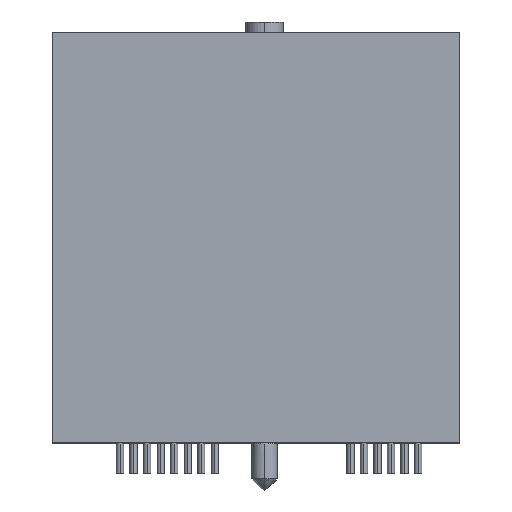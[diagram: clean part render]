
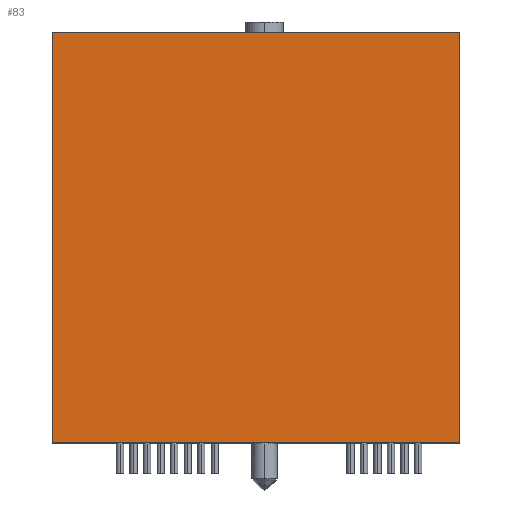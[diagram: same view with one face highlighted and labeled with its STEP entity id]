
A CAD part, top view. The second image highlights one B-rep face of the part: STEP entity #83.
In plain terms, the highlighted planar face has unit normal (0, 0, 1).
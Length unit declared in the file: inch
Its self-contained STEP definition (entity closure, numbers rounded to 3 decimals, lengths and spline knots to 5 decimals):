
#5 = CARTESIAN_POINT ( 'NONE',  ( 2.255, 0., 0.585 ) ) ;
#11 = DIRECTION ( 'NONE',  ( 1., 0., 0. ) ) ;
#48 = CARTESIAN_POINT ( 'NONE',  ( 0., 2.27, 0.585 ) ) ;
#61 = PLANE ( 'NONE',  #289 ) ;
#77 = VERTEX_POINT ( 'NONE', #5 ) ;
#83 = ADVANCED_FACE ( 'NONE', ( #963 ), #61, .F. ) ;
#214 = CARTESIAN_POINT ( 'NONE',  ( 2.255, 2.27, 0.585 ) ) ;
#222 = DIRECTION ( 'NONE',  ( -1., 0., 0. ) ) ;
#289 = AXIS2_PLACEMENT_3D ( 'NONE', #960, #1487, #1239 ) ;
#425 = LINE ( 'NONE', #1441, #788 ) ;
#474 = EDGE_CURVE ( 'NONE', #1626, #1211, #629, .T. ) ;
#480 = CARTESIAN_POINT ( 'NONE',  ( 0., 0., 0.585 ) ) ;
#510 = EDGE_LOOP ( 'NONE', ( #735, #1233, #572, #1768 ) ) ;
#548 = EDGE_CURVE ( 'NONE', #1124, #1626, #1053, .T. ) ;
#556 = CARTESIAN_POINT ( 'NONE',  ( 0., 0., 0.585 ) ) ;
#572 = ORIENTED_EDGE ( 'NONE', *, *, #810, .T. ) ;
#629 = LINE ( 'NONE', #556, #1527 ) ;
#663 = DIRECTION ( 'NONE',  ( 0., 1., 0. ) ) ;
#735 = ORIENTED_EDGE ( 'NONE', *, *, #474, .T. ) ;
#749 = CARTESIAN_POINT ( 'NONE',  ( 0., 2.27, 0.585 ) ) ;
#788 = VECTOR ( 'NONE', #663, 39.37008 ) ;
#804 = CARTESIAN_POINT ( 'NONE',  ( 0., 0., 0.585 ) ) ;
#810 = EDGE_CURVE ( 'NONE', #77, #1124, #425, .T. ) ;
#960 = CARTESIAN_POINT ( 'NONE',  ( 0., 0., 0.585 ) ) ;
#963 = FACE_OUTER_BOUND ( 'NONE', #510, .T. ) ;
#1053 = LINE ( 'NONE', #749, #1141 ) ;
#1124 = VERTEX_POINT ( 'NONE', #214 ) ;
#1141 = VECTOR ( 'NONE', #222, 39.37008 ) ;
#1211 = VERTEX_POINT ( 'NONE', #480 ) ;
#1233 = ORIENTED_EDGE ( 'NONE', *, *, #1406, .T. ) ;
#1239 = DIRECTION ( 'NONE',  ( -1., 0., 0. ) ) ;
#1406 = EDGE_CURVE ( 'NONE', #1211, #77, #1578, .T. ) ;
#1441 = CARTESIAN_POINT ( 'NONE',  ( 2.255, 0., 0.585 ) ) ;
#1487 = DIRECTION ( 'NONE',  ( 0., 0., -1. ) ) ;
#1527 = VECTOR ( 'NONE', #1592, 39.37008 ) ;
#1578 = LINE ( 'NONE', #804, #1692 ) ;
#1592 = DIRECTION ( 'NONE',  ( 0., -1., 0. ) ) ;
#1626 = VERTEX_POINT ( 'NONE', #48 ) ;
#1692 = VECTOR ( 'NONE', #11, 39.37008 ) ;
#1768 = ORIENTED_EDGE ( 'NONE', *, *, #548, .T. ) ;
